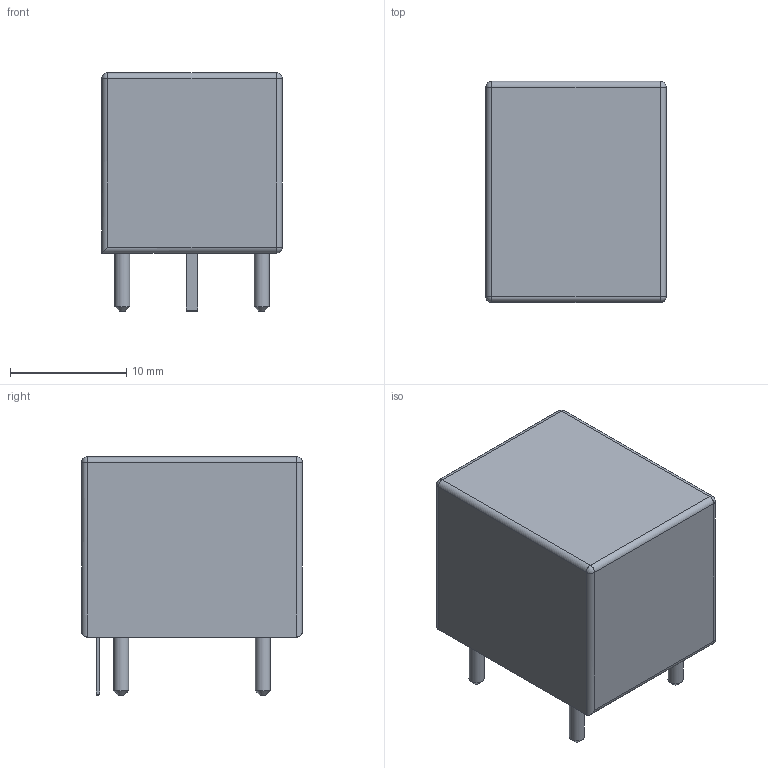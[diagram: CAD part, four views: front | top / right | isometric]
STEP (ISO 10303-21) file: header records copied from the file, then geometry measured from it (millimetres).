
FILE_DESCRIPTION(('FreeCAD Model'),'2;1');
FILE_NAME('Body_sp.step', '2020-07-05T11:42:56',('kicad StepUp'),('ksu MCAD'), 'Open CASCADE STEP processor 7.4','FreeCAD','Unknown');
FILE_SCHEMA(('AUTOMOTIVE_DESIGN { 1 0 10303 214 1 1 1 1 }'));
Length unit declared in the file: millimetre
Products named in the file (1): Body_sp
Bounding box: 15.5 x 19 x 20.5 mm (x, y, z)
Volume: 4582.2 mm3; surface area: 1709.3 mm2
Topology: 1 solids, 1 shells, 44 faces, 89 edges, 46 vertices
Faces by surface type: cylinder 19, plane 15, sphere 6, cone 4
Full cylindrical faces by diameter (mm): 1.3 x4
Entity records: 1100 total; most frequent: DIRECTION 209, CARTESIAN_POINT 174, ORIENTED_EDGE 166, EDGE_CURVE 83, AXIS2_PLACEMENT_3D 81, FACE_BOUND 49, EDGE_LOOP 49, LINE 47
